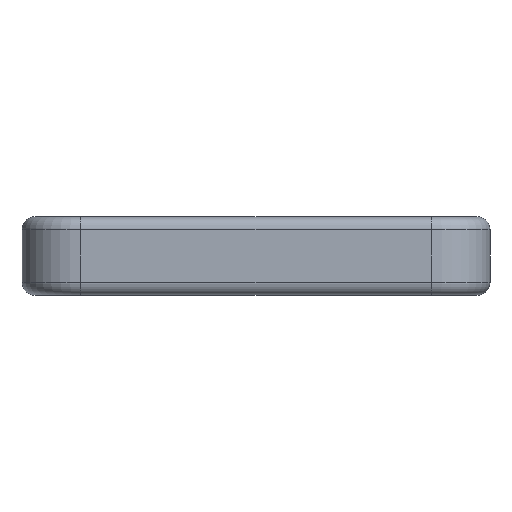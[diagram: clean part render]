
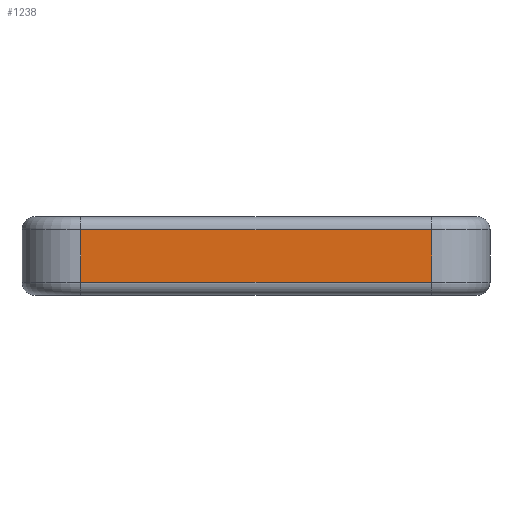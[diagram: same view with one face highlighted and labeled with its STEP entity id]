
A CAD part, left-side view. The second image highlights one B-rep face of the part: STEP entity #1238.
In plain terms, the highlighted planar face has unit normal (-1, 0, 0).
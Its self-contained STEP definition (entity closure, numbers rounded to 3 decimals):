
#1 = LINE ( 'NONE', #1891, #1363 ) ;
#42 = AXIS2_PLACEMENT_3D ( 'NONE', #1602, #851, #1917 ) ;
#99 = LINE ( 'NONE', #1733, #214 ) ;
#132 = VERTEX_POINT ( 'NONE', #845 ) ;
#160 = EDGE_CURVE ( 'NONE', #1635, #645, #99, .T. ) ;
#214 = VECTOR ( 'NONE', #1599, 1000. ) ;
#353 = DIRECTION ( 'NONE',  ( 0., 1., 0. ) ) ;
#402 = CARTESIAN_POINT ( 'NONE',  ( 0., 4.473, 1.6 ) ) ;
#421 = ORIENTED_EDGE ( 'NONE', *, *, #718, .T. ) ;
#552 = VECTOR ( 'NONE', #1645, 1000. ) ;
#590 = EDGE_CURVE ( 'NONE', #1611, #1635, #1, .T. ) ;
#645 = VERTEX_POINT ( 'NONE', #866 ) ;
#718 = EDGE_CURVE ( 'NONE', #645, #132, #1741, .T. ) ;
#779 = EDGE_LOOP ( 'NONE', ( #1560, #421, #1847, #1828 ) ) ;
#845 = CARTESIAN_POINT ( 'NONE',  ( 0., 4.473, 1.6 ) ) ;
#851 = DIRECTION ( 'NONE',  ( -1., 0., 0. ) ) ;
#866 = CARTESIAN_POINT ( 'NONE',  ( 0., 31.314, 1.6 ) ) ;
#1173 = CARTESIAN_POINT ( 'NONE',  ( 0., 4.473, 5.6 ) ) ;
#1198 = FACE_OUTER_BOUND ( 'NONE', #779, .T. ) ;
#1217 = DIRECTION ( 'NONE',  ( 0., 0., -1. ) ) ;
#1238 = ADVANCED_FACE ( 'NONE', ( #1198 ), #1780, .T. ) ;
#1358 = EDGE_CURVE ( 'NONE', #1611, #132, #1665, .T. ) ;
#1363 = VECTOR ( 'NONE', #353, 1000. ) ;
#1485 = CARTESIAN_POINT ( 'NONE',  ( 0., 31.314, 5.6 ) ) ;
#1560 = ORIENTED_EDGE ( 'NONE', *, *, #160, .T. ) ;
#1569 = VECTOR ( 'NONE', #1217, 1000. ) ;
#1599 = DIRECTION ( 'NONE',  ( 0., 0., -1. ) ) ;
#1602 = CARTESIAN_POINT ( 'NONE',  ( 0., 4.473, 6.6 ) ) ;
#1611 = VERTEX_POINT ( 'NONE', #1173 ) ;
#1635 = VERTEX_POINT ( 'NONE', #1485 ) ;
#1638 = CARTESIAN_POINT ( 'NONE',  ( 0., 4.473, 6.6 ) ) ;
#1645 = DIRECTION ( 'NONE',  ( 0., -1., 0. ) ) ;
#1665 = LINE ( 'NONE', #1638, #1569 ) ;
#1733 = CARTESIAN_POINT ( 'NONE',  ( 0., 31.314, 6.6 ) ) ;
#1741 = LINE ( 'NONE', #402, #552 ) ;
#1780 = PLANE ( 'NONE',  #42 ) ;
#1828 = ORIENTED_EDGE ( 'NONE', *, *, #590, .T. ) ;
#1847 = ORIENTED_EDGE ( 'NONE', *, *, #1358, .F. ) ;
#1891 = CARTESIAN_POINT ( 'NONE',  ( 0., 31.314, 5.6 ) ) ;
#1917 = DIRECTION ( 'NONE',  ( 0., 0., 1. ) ) ;
